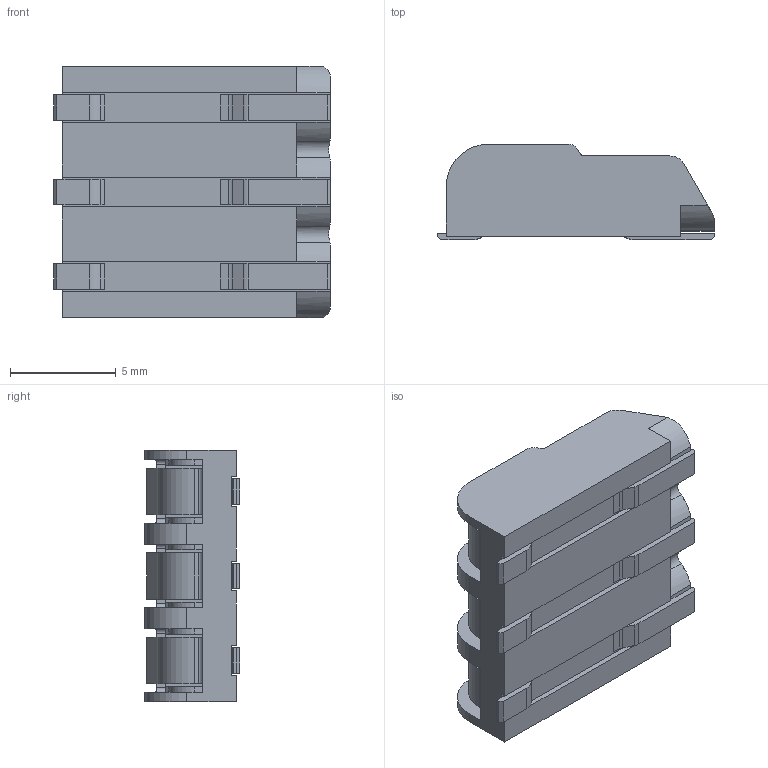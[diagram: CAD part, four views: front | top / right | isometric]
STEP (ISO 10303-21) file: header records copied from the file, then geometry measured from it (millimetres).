
FILE_DESCRIPTION( ( 'STEP AP203' ), '1' );
FILE_NAME( '2060-453_998-404.stp', '2019-12-14T23:49:34', ( '' ), ( '' ), ' ', 'PARTsolutions', ' ' );
FILE_SCHEMA( ( 'CONFIG_CONTROL_DESIGN' ) );
Length unit declared in the file: millimetre
Products named in the file (1): _2060-453/998-404
Bounding box: 13.1 x 4.5 x 11.9 mm (x, y, z)
Volume: 443.5 mm3; surface area: 812.9 mm2
Topology: 1 solids, 1 shells, 268 faces, 774 edges, 514 vertices
Faces by surface type: plane 189, cylinder 76, sphere 3
Full cylindrical faces by diameter (mm): 2.25 x3
Entity records: 8790 total; most frequent: CARTESIAN_POINT 1640, ORIENTED_EDGE 1518, DIRECTION 1448, EDGE_CURVE 759, LINE 568, VECTOR 568, VERTEX_POINT 508, AXIS2_PLACEMENT_3D 440
